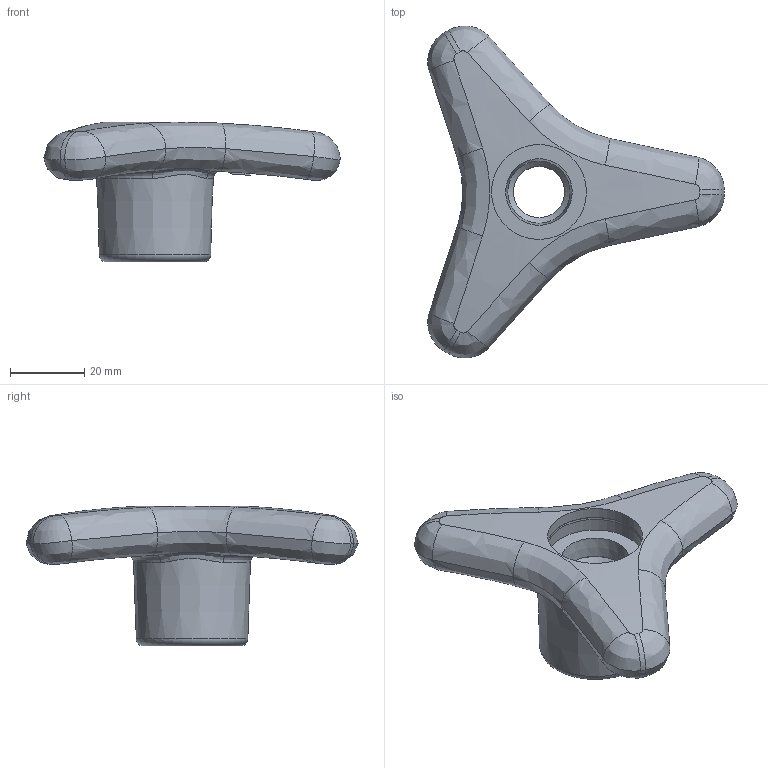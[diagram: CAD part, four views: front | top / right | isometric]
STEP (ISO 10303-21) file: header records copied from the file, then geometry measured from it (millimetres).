
FILE_DESCRIPTION(/* description */ ('File step'),/* implementation_level */ '2;1');
FILE_NAME(/* name */ '6320070',/* time_stamp */ '2022-01-21T14:45:19+01:00',/* author */ ('Zorzan D.'),/* organization */ ('Gamm Srl.'),/* preprocessor_version */ 'ST-DEVELOPER v16.7',/* originating_system */ 'Solid Edge',/* authorisation */ 'Unknown');
FILE_SCHEMA (('CONFIG_CONTROL_DESIGN'));
Length unit declared in the file: millimetre
Products named in the file (1): Parte7
Bounding box: 80.01 x 89.6 x 37.75 mm (x, y, z)
Volume: 48260.6 mm3; surface area: 12543.5 mm2
Topology: 1 solids, 1 shells, 115 faces, 298 edges, 190 vertices
Faces by surface type: plane 54, bspline 33, sphere 10, torus 10, cone 5, cylinder 3
Full cylindrical faces by diameter (mm): 13.835 x1, 25.6 x2
Entity records: 7343 total; most frequent: CARTESIAN_POINT 3918, ORIENTED_EDGE 566, DIRECTION 540, EDGE_CURVE 283, AXIS2_PLACEMENT_3D 245, VERTEX_POINT 185, CIRCLE 162, EDGE_LOOP 132
